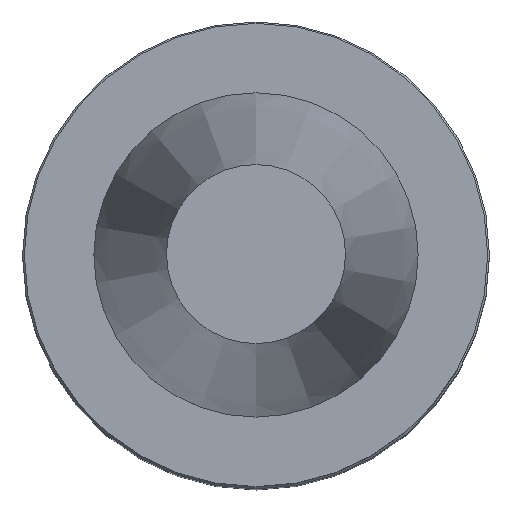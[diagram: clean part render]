
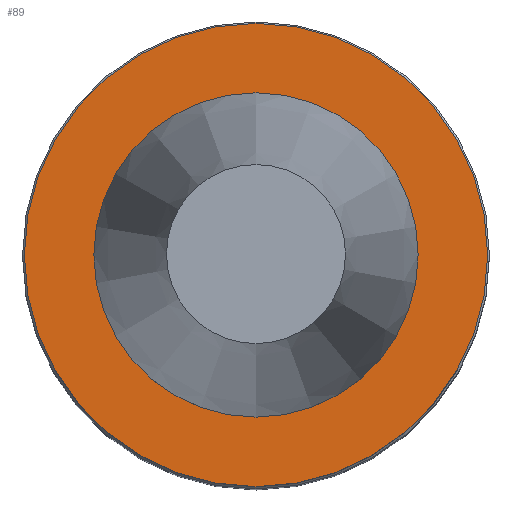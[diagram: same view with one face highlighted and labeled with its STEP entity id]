
A CAD part, top view. The second image highlights one B-rep face of the part: STEP entity #89.
In plain terms, the highlighted planar face has unit normal (0, 0, 1).
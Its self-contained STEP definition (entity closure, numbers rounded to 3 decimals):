
#67=EDGE_CURVE('Unnamed[1]',#175,#175,#176,.T.);
#81=EDGE_CURVE('Unnamed[1]',#197,#197,#198,.T.);
#89=ADVANCED_FACE('Unnamed[1]',(#209,#210),#211,.T.);
#175=VERTEX_POINT('',#319);
#176=CIRCLE('',#320,31.75);
#197=VERTEX_POINT('',#347);
#198=CIRCLE('',#348,22.225);
#209=FACE_OUTER_BOUND('',#362,.T.);
#210=FACE_BOUND('',#363,.T.);
#211=PLANE('',#364);
#319=CARTESIAN_POINT('',(0.,31.75,-1.));
#320=AXIS2_PLACEMENT_3D('',#485,#486,#487);
#347=CARTESIAN_POINT('',(0.,22.225,-1.));
#348=AXIS2_PLACEMENT_3D('',#509,#510,#511);
#362=EDGE_LOOP('',(#522));
#363=EDGE_LOOP('',(#523));
#364=AXIS2_PLACEMENT_3D('',#524,#525,#526);
#485=CARTESIAN_POINT('',(0.,0.,-1.0));
#486=DIRECTION('',(0.,0.,-1.0));
#487=DIRECTION('',(0.,1.0,0.));
#509=CARTESIAN_POINT('',(0.,0.,-1.0));
#510=DIRECTION('',(0.,0.,-1.0));
#511=DIRECTION('',(0.,1.0,0.));
#522=ORIENTED_EDGE('',*,*,#67,.F.);
#523=ORIENTED_EDGE('',*,*,#81,.T.);
#524=CARTESIAN_POINT('',(0.,26.988,-1.));
#525=DIRECTION('',(0.,0.,1.0));
#526=DIRECTION('',(0.,-1.0,0.));
